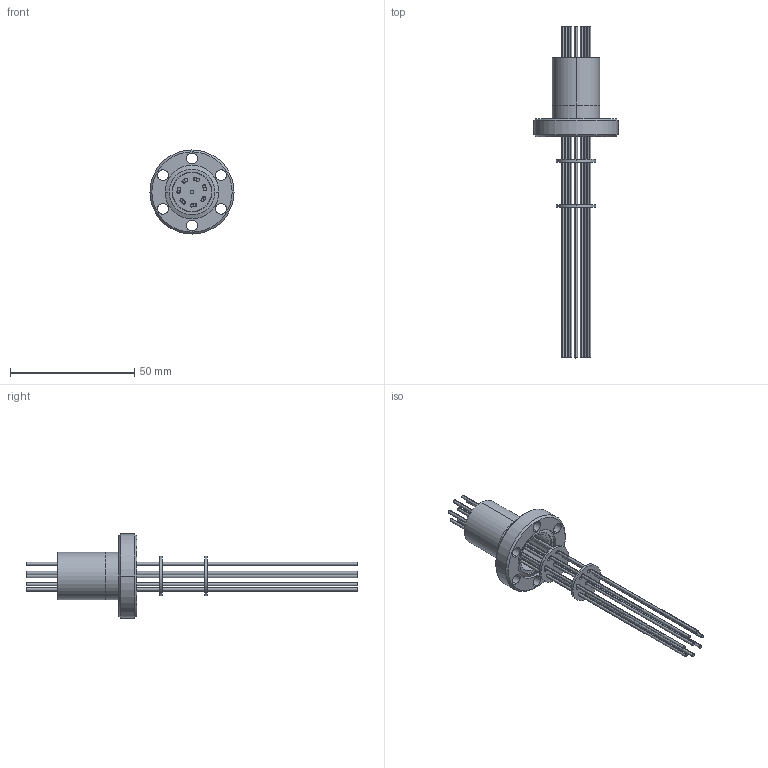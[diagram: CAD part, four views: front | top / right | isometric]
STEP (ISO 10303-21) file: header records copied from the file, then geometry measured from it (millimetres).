
FILE_DESCRIPTION (( 'STEP AP203' ), '1' );
FILE_NAME ('A0863-5-CF.STEP', '2013-09-16T11:12:52', ( '' ), ( '' ), 'SwSTEP 2.0', 'SolidWorks 2012', '' );
FILE_SCHEMA (( 'CONFIG_CONTROL_DESIGN' ));
Length unit declared in the file: inch
Products named in the file (1): A0863-5-CF
Bounding box: 33.78 x 133.35 x 33.78 mm (x, y, z)
Volume: 8117.1 mm3; surface area: 12019.2 mm2
Topology: 1 solids, 4 shells, 296 faces, 768 edges, 504 vertices
Faces by surface type: cylinder 196, plane 60, cone 24, torus 16
Entity records: 10675 total; most frequent: CARTESIAN_POINT 2779, DIRECTION 1818, ORIENTED_EDGE 1536, AXIS2_PLACEMENT_3D 785, EDGE_CURVE 768, VERTEX_POINT 504, CIRCLE 488, EDGE_LOOP 394
